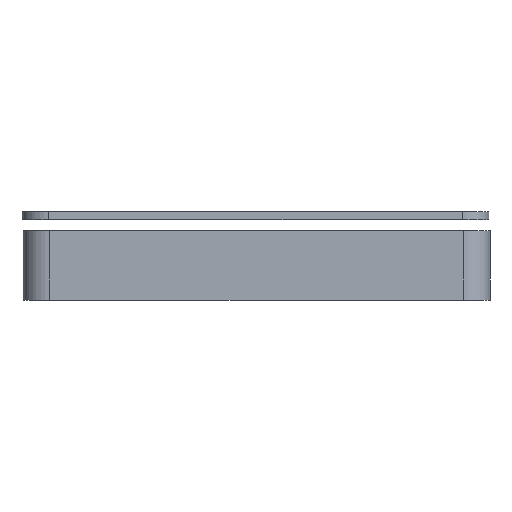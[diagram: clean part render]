
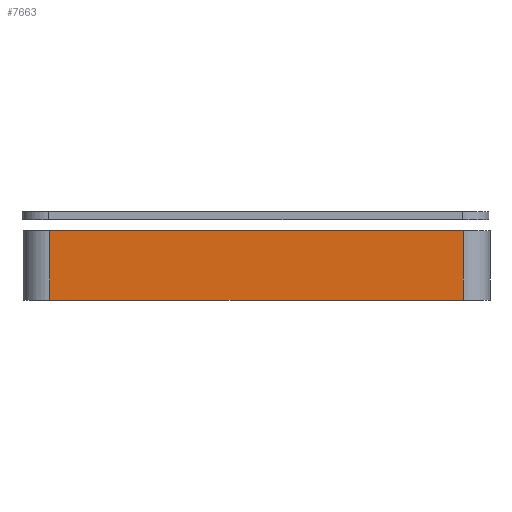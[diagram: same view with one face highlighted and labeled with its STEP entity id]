
A CAD part, left-side view. The second image highlights one B-rep face of the part: STEP entity #7663.
In plain terms, the highlighted planar face has unit normal (-1, 0, 0).
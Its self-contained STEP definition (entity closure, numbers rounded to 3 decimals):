
#1373=FACE_OUTER_BOUND('',#1908,.T.);
#1908=EDGE_LOOP('',(#7028,#7029,#7030,#7031));
#2470=LINE('',#14654,#3039);
#2472=LINE('',#14660,#3041);
#2473=LINE('',#14662,#3042);
#2474=LINE('',#14663,#3043);
#3039=VECTOR('',#9407,10.);
#3041=VECTOR('',#9413,10.);
#3042=VECTOR('',#9414,10.);
#3043=VECTOR('',#9415,10.);
#3782=VERTEX_POINT('',#14651);
#3783=VERTEX_POINT('',#14653);
#3785=VERTEX_POINT('',#14659);
#3786=VERTEX_POINT('',#14661);
#4871=EDGE_CURVE('',#3782,#3783,#2470,.T.);
#4874=EDGE_CURVE('',#3785,#3782,#2472,.T.);
#4875=EDGE_CURVE('',#3786,#3785,#2473,.T.);
#4876=EDGE_CURVE('',#3783,#3786,#2474,.T.);
#7028=ORIENTED_EDGE('',*,*,#4871,.F.);
#7029=ORIENTED_EDGE('',*,*,#4874,.F.);
#7030=ORIENTED_EDGE('',*,*,#4875,.F.);
#7031=ORIENTED_EDGE('',*,*,#4876,.F.);
#7276=PLANE('',#8090);
#7663=ADVANCED_FACE('',(#1373),#7276,.T.);
#8090=AXIS2_PLACEMENT_3D('',#14658,#9411,#9412);
#9407=DIRECTION('',(0.,0.,-1.));
#9411=DIRECTION('center_axis',(-1.,0.,0.));
#9412=DIRECTION('ref_axis',(0.,-1.,0.));
#9413=DIRECTION('',(0.,-1.,0.));
#9414=DIRECTION('',(0.,0.,1.));
#9415=DIRECTION('',(0.,1.,0.));
#14651=CARTESIAN_POINT('',(-33.578,-56.074,13.));
#14653=CARTESIAN_POINT('',(-33.578,-56.074,0.));
#14654=CARTESIAN_POINT('',(-33.578,-56.074,0.));
#14658=CARTESIAN_POINT('Origin',(-33.578,26.101,0.));
#14659=CARTESIAN_POINT('',(-33.578,21.101,13.));
#14660=CARTESIAN_POINT('',(-33.578,-61.074,13.));
#14661=CARTESIAN_POINT('',(-33.578,21.101,0.));
#14662=CARTESIAN_POINT('',(-33.578,21.101,0.));
#14663=CARTESIAN_POINT('',(-33.578,-61.074,0.));
